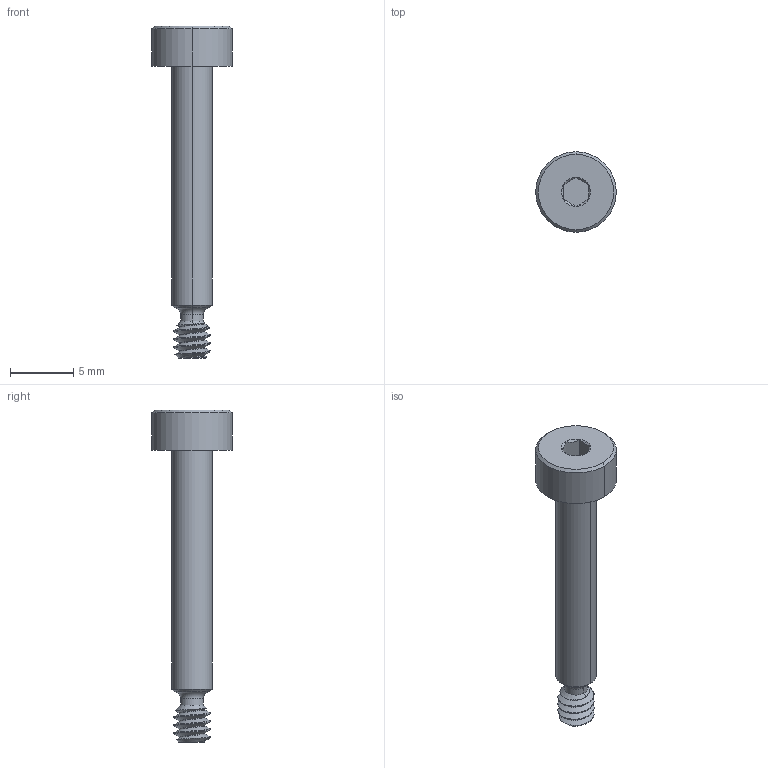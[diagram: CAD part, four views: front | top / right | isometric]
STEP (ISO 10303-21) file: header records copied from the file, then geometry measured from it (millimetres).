
FILE_DESCRIPTION (( 'STEP AP203' ), '1' );
FILE_NAME ('92012A506.STEP', '2018-01-17T18:22:41', ( '' ), ( '' ), 'SwSTEP 2.0', 'SolidWorks 2014', '' );
FILE_SCHEMA (( 'CONFIG_CONTROL_DESIGN' ));
Length unit declared in the file: inch
Products named in the file (1): 92012A506
Bounding box: 6.35 x 6.35 x 26.19 mm (x, y, z)
Volume: 261.3 mm3; surface area: 366.2 mm2
Topology: 1 solids, 1 shells, 45 faces, 100 edges, 59 vertices
Faces by surface type: cone 16, cylinder 14, plane 10, bspline 3, torus 2
Entity records: 2060 total; most frequent: CARTESIAN_POINT 1067, ORIENTED_EDGE 200, DIRECTION 180, EDGE_CURVE 100, AXIS2_PLACEMENT_3D 73, VERTEX_POINT 59, EDGE_LOOP 47, ADVANCED_FACE 45
